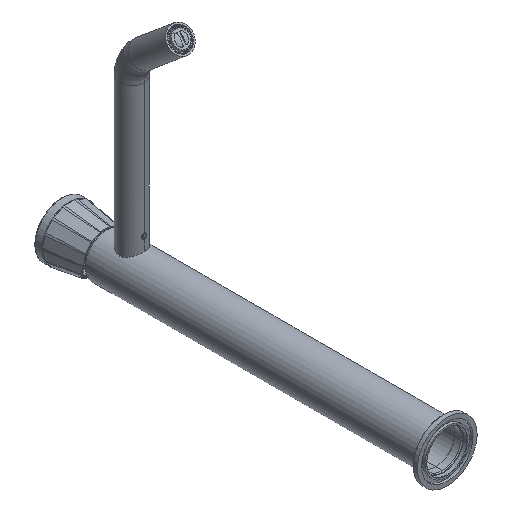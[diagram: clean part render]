
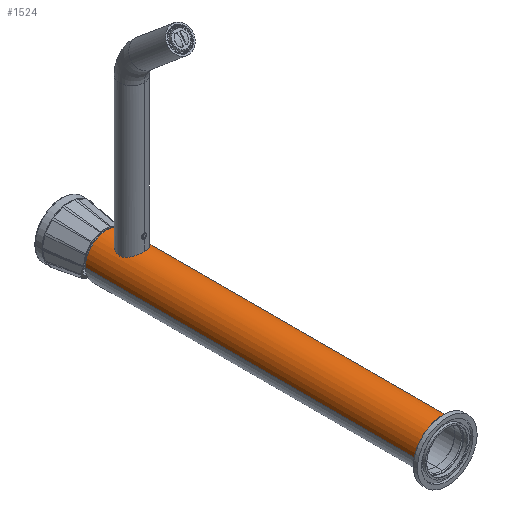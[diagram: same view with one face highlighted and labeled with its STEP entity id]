
A CAD part, isometric view. The second image highlights one B-rep face of the part: STEP entity #1524.
In plain terms, the highlighted cylindrical face has radius 17.5 mm (diameter 35 mm), a partial arc.
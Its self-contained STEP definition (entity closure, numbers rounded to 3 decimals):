
#22=CARTESIAN_POINT('',(0.,0.,0.));
#23=DIRECTION('',(0.,-1.,0.));
#24=DIRECTION('',(1.,0.,0.));
#25=AXIS2_PLACEMENT_3D('',#22,#23,#24);
#30=DIRECTION('',(0.,-1.,0.));
#31=VECTOR('',#30,7.068);
#32=CARTESIAN_POINT('',(7.73,253.534,15.7));
#33=LINE('',#32,#31);
#37=DIRECTION('',(0.,-1.,0.));
#38=VECTOR('',#37,7.068);
#39=CARTESIAN_POINT('',(-7.73,253.534,15.7));
#40=LINE('',#39,#38);
#44=DIRECTION('',(0.,1.,0.));
#45=VECTOR('',#44,270.);
#46=CARTESIAN_POINT('',(17.5,0.,0.));
#47=LINE('',#46,#45);
#51=DIRECTION('',(0.,1.,0.));
#52=VECTOR('',#51,270.);
#53=CARTESIAN_POINT('',(-17.5,0.,0.));
#54=LINE('',#53,#52);
#74=CARTESIAN_POINT('',(0.,270.,0.));
#75=DIRECTION('',(0.,-1.,0.));
#76=DIRECTION('',(1.,0.,0.));
#77=AXIS2_PLACEMENT_3D('',#74,#75,#76);
#1247=CARTESIAN_POINT('',(7.73,246.466,15.7));
#1248=CARTESIAN_POINT('',(7.458,245.87,15.834));
#1249=CARTESIAN_POINT('',(6.778,244.741,16.153));
#1250=CARTESIAN_POINT('',(5.34,243.283,16.693));
#1251=CARTESIAN_POINT('',(3.65,242.243,17.147));
#1252=CARTESIAN_POINT('',(1.845,241.633,17.435));
#1253=CARTESIAN_POINT('',(0.,241.434,
17.533));
#1254=CARTESIAN_POINT('',(-1.845,241.633,17.435));
#1255=CARTESIAN_POINT('',(-3.65,242.243,17.147));
#1256=CARTESIAN_POINT('',(-5.34,243.284,16.693));
#1257=CARTESIAN_POINT('',(-6.778,244.741,16.153));
#1258=CARTESIAN_POINT('',(-7.458,245.87,15.834));
#1259=CARTESIAN_POINT('',(-7.73,246.466,15.7));
#1280=CARTESIAN_POINT('',(-7.73,253.534,15.7));
#1281=CARTESIAN_POINT('',(-7.458,254.13,15.834));
#1282=CARTESIAN_POINT('',(-6.778,255.259,16.153));
#1283=CARTESIAN_POINT('',(-5.34,256.717,16.693));
#1284=CARTESIAN_POINT('',(-3.65,257.757,17.147));
#1285=CARTESIAN_POINT('',(-1.845,258.367,17.435));
#1286=CARTESIAN_POINT('',(0.,258.566,17.533));
#1287=CARTESIAN_POINT('',(1.845,258.367,17.435));
#1288=CARTESIAN_POINT('',(3.65,257.757,17.147));
#1289=CARTESIAN_POINT('',(5.34,256.716,16.693));
#1290=CARTESIAN_POINT('',(6.778,255.259,16.153));
#1291=CARTESIAN_POINT('',(7.458,254.13,15.834));
#1292=CARTESIAN_POINT('',(7.73,253.534,15.7));
#1297=CARTESIAN_POINT('',(17.5,0.,0.));
#1298=CARTESIAN_POINT('',(17.5,270.,0.));
#1299=VERTEX_POINT('',#1297);
#1300=VERTEX_POINT('',#1298);
#1301=CARTESIAN_POINT('',(-17.5,0.,0.));
#1302=CARTESIAN_POINT('',(-17.5,270.,0.));
#1303=VERTEX_POINT('',#1301);
#1304=VERTEX_POINT('',#1302);
#1441=CARTESIAN_POINT('',(7.73,253.534,15.7));
#1442=CARTESIAN_POINT('',(7.73,246.466,15.7));
#1443=VERTEX_POINT('',#1441);
#1444=VERTEX_POINT('',#1442);
#1445=CARTESIAN_POINT('',(-7.73,253.534,15.7));
#1446=CARTESIAN_POINT('',(-7.73,246.466,15.7));
#1447=VERTEX_POINT('',#1445);
#1448=VERTEX_POINT('',#1446);
#1500=CARTESIAN_POINT('',(0.,283.5,0.));
#1501=DIRECTION('',(0.,-1.,0.));
#1502=DIRECTION('',(-1.,0.,0.));
#1503=AXIS2_PLACEMENT_3D('',#1500,#1501,#1502);
#1504=CYLINDRICAL_SURFACE('',#1503,17.5);
#1506=ORIENTED_EDGE('',*,*,#1505,.F.);
#1507=ORIENTED_EDGE('',*,*,#1480,.T.);
#1509=ORIENTED_EDGE('',*,*,#1508,.T.);
#1511=ORIENTED_EDGE('',*,*,#1510,.F.);
#1512=EDGE_LOOP('',(#1506,#1507,#1509,#1511));
#1513=FACE_OUTER_BOUND('',#1512,.F.);
#1515=ORIENTED_EDGE('',*,*,#1514,.F.);
#1517=ORIENTED_EDGE('',*,*,#1516,.F.);
#1519=ORIENTED_EDGE('',*,*,#1518,.F.);
#1521=ORIENTED_EDGE('',*,*,#1520,.T.);
#1522=EDGE_LOOP('',(#1515,#1517,#1519,#1521));
#1523=FACE_BOUND('',#1522,.F.);
#1524=ADVANCED_FACE('',(#1513,#1523),#1504,.T.);
#26=CIRCLE('',#25,17.5);
#78=CIRCLE('',#77,17.5);
#1260=B_SPLINE_CURVE_WITH_KNOTS('',3,(#1247,#1248,#1249,#1250,#1251,#1252,#1253,
#1254,#1255,#1256,#1257,#1258,#1259),.UNSPECIFIED.,.F.,.F.,(4,1,1,1,1,1,1,1,1,1,
4),(0.,0.1,0.2,0.3,0.4,0.5,0.6,0.7,0.8,0.9,1.),
.UNSPECIFIED.);
#1293=B_SPLINE_CURVE_WITH_KNOTS('',3,(#1280,#1281,#1282,#1283,#1284,#1285,#1286,
#1287,#1288,#1289,#1290,#1291,#1292),.UNSPECIFIED.,.F.,.F.,(4,1,1,1,1,1,1,1,1,1,
4),(0.,0.1,0.2,0.3,0.4,0.5,0.6,0.7,0.8,0.9,1.),
.UNSPECIFIED.);
#1480=EDGE_CURVE('',#1299,#1303,#26,.T.);
#1505=EDGE_CURVE('',#1299,#1300,#47,.T.);
#1508=EDGE_CURVE('',#1303,#1304,#54,.T.);
#1510=EDGE_CURVE('',#1300,#1304,#78,.T.);
#1514=EDGE_CURVE('',#1444,#1448,#1260,.T.);
#1516=EDGE_CURVE('',#1443,#1444,#33,.T.);
#1518=EDGE_CURVE('',#1447,#1443,#1293,.T.);
#1520=EDGE_CURVE('',#1447,#1448,#40,.T.);
